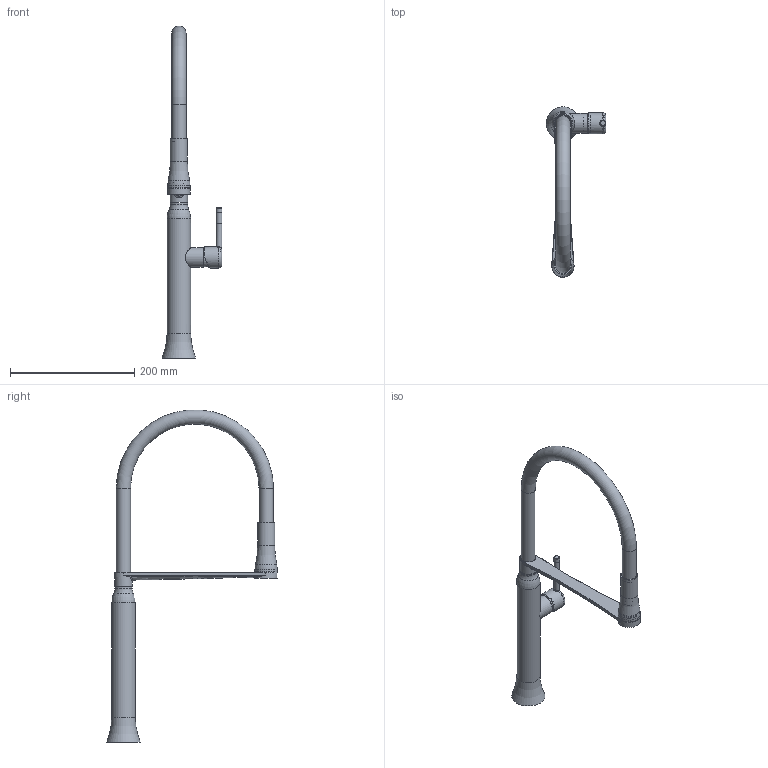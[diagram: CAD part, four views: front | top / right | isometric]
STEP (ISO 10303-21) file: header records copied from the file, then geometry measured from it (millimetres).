
FILE_DESCRIPTION (( 'STEP AP203' ), '1' );
FILE_NAME ('38EP03484.STEP', '2021-04-12T09:38:09', ( '' ), ( '' ), 'SwSTEP 2.0', 'SolidWorks 2018', '' );
FILE_SCHEMA (( 'CONFIG_CONTROL_DESIGN' ));
Length unit declared in the file: millimetre
Products named in the file (1): 38EP03484
Bounding box: 96.3 x 275 x 534.98 mm (x, y, z)
Volume: 322041.8 mm3; surface area: 197342.7 mm2
Topology: 13 solids, 13 shells, 918 faces, 2506 edges, 1625 vertices
Faces by surface type: plane 694, cylinder 119, torus 37, cone 35, bspline 32, sphere 1
Full cylindrical faces by diameter (mm): 3.3 x1, 3.5 x2, 3.8 x1, 4.2 x2, 4.5 x1, 5 x1, 5.5 x3, 6 x3, 7 x4, 7.5 x1, 8.98 x1, 9 x5, 14 x3, 15 x2, 16.5 x1, 17 x2, 18.5 x2, 20 x1, 20.5 x1, 21 x2, 22 x2, 22.2 x1, 22.5 x1, 23 x3, 23.2 x1, 23.5 x4, 25 x1, 25.1 x1, 25.5 x1, 25.8 x3
Entity records: 31207 total; most frequent: CARTESIAN_POINT 9601, ORIENTED_EDGE 4602, DIRECTION 3815, EDGE_CURVE 2301, VERTEX_POINT 1570, EDGE_LOOP 1293, AXIS2_PLACEMENT_3D 1274, VECTOR 1267
